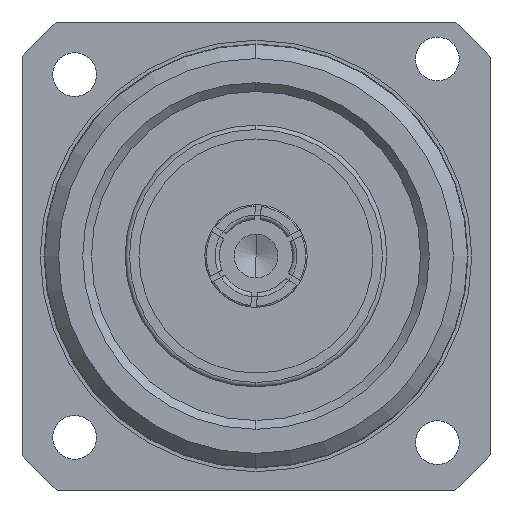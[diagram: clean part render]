
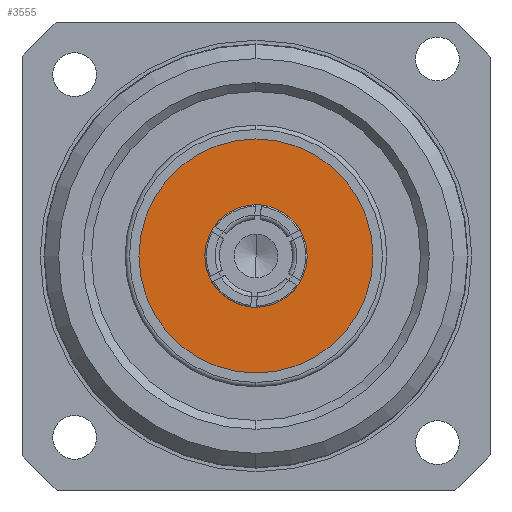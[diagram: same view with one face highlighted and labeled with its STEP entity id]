
A CAD part, left-side view. The second image highlights one B-rep face of the part: STEP entity #3555.
In plain terms, the highlighted planar face has unit normal (-1, 0, 0).
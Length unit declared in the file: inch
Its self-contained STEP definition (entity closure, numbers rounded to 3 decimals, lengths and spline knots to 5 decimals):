
#27 = CARTESIAN_POINT ( 'NONE',  ( 0.4422, 0., 0. ) ) ;
#185 = DIRECTION ( 'NONE',  ( 0., 0., -1. ) ) ;
#209 = DIRECTION ( 'NONE',  ( 0., 0., -1. ) ) ;
#217 = CARTESIAN_POINT ( 'NONE',  ( 0.4422, 0.00612, -0.13766 ) ) ;
#264 = EDGE_CURVE ( 'NONE', #3036, #1951, #3696, .T. ) ;
#328 = CARTESIAN_POINT ( 'NONE',  ( 0.4422, 0., 0. ) ) ;
#388 = EDGE_LOOP ( 'NONE', ( #2563, #1720 ) ) ;
#462 = VERTEX_POINT ( 'NONE', #2063 ) ;
#535 = EDGE_CURVE ( 'NONE', #462, #3333, #1721, .T. ) ;
#886 = AXIS2_PLACEMENT_3D ( 'NONE', #328, #2703, #4332 ) ;
#920 = EDGE_CURVE ( 'NONE', #1951, #3036, #1654, .T. ) ;
#945 = AXIS2_PLACEMENT_3D ( 'NONE', #27, #1374, #3520 ) ;
#950 = ORIENTED_EDGE ( 'NONE', *, *, #264, .F. ) ;
#961 = CIRCLE ( 'NONE', #1109, 0.31496 ) ;
#1006 = DIRECTION ( 'NONE',  ( -1., 0., 0. ) ) ;
#1094 = AXIS2_PLACEMENT_3D ( 'NONE', #4254, #3920, #209 ) ;
#1109 = AXIS2_PLACEMENT_3D ( 'NONE', #1864, #3212, #185 ) ;
#1119 = FACE_BOUND ( 'NONE', #1302, .T. ) ;
#1302 = EDGE_LOOP ( 'NONE', ( #950, #4202 ) ) ;
#1374 = DIRECTION ( 'NONE',  ( 1., 0., 0. ) ) ;
#1654 = CIRCLE ( 'NONE', #886, 0.1378 ) ;
#1702 = PLANE ( 'NONE',  #945 ) ;
#1720 = ORIENTED_EDGE ( 'NONE', *, *, #535, .T. ) ;
#1721 = CIRCLE ( 'NONE', #3770, 0.31496 ) ;
#1750 = EDGE_CURVE ( 'NONE', #3333, #462, #961, .T. ) ;
#1864 = CARTESIAN_POINT ( 'NONE',  ( 0.4422, 0., 0. ) ) ;
#1951 = VERTEX_POINT ( 'NONE', #217 ) ;
#2063 = CARTESIAN_POINT ( 'NONE',  ( 0.4422, 0., -0.31496 ) ) ;
#2563 = ORIENTED_EDGE ( 'NONE', *, *, #1750, .T. ) ;
#2703 = DIRECTION ( 'NONE',  ( -1., 0., 0. ) ) ;
#2800 = FACE_OUTER_BOUND ( 'NONE', #388, .T. ) ;
#3022 = CARTESIAN_POINT ( 'NONE',  ( 0.4422, -0.00612, 0.13766 ) ) ;
#3036 = VERTEX_POINT ( 'NONE', #3022 ) ;
#3212 = DIRECTION ( 'NONE',  ( -1., 0., 0. ) ) ;
#3333 = VERTEX_POINT ( 'NONE', #4335 ) ;
#3520 = DIRECTION ( 'NONE',  ( 0., 1., 0. ) ) ;
#3555 = ADVANCED_FACE ( 'NONE', ( #2800, #1119 ), #1702, .F. ) ;
#3696 = CIRCLE ( 'NONE', #1094, 0.1378 ) ;
#3770 = AXIS2_PLACEMENT_3D ( 'NONE', #4025, #1006, #4073 ) ;
#3920 = DIRECTION ( 'NONE',  ( -1., 0., 0. ) ) ;
#4025 = CARTESIAN_POINT ( 'NONE',  ( 0.4422, 0., 0. ) ) ;
#4073 = DIRECTION ( 'NONE',  ( 0., 0., -1. ) ) ;
#4202 = ORIENTED_EDGE ( 'NONE', *, *, #920, .F. ) ;
#4254 = CARTESIAN_POINT ( 'NONE',  ( 0.4422, 0., 0. ) ) ;
#4332 = DIRECTION ( 'NONE',  ( 0., 0., -1. ) ) ;
#4335 = CARTESIAN_POINT ( 'NONE',  ( 0.4422, 0., 0.31496 ) ) ;
